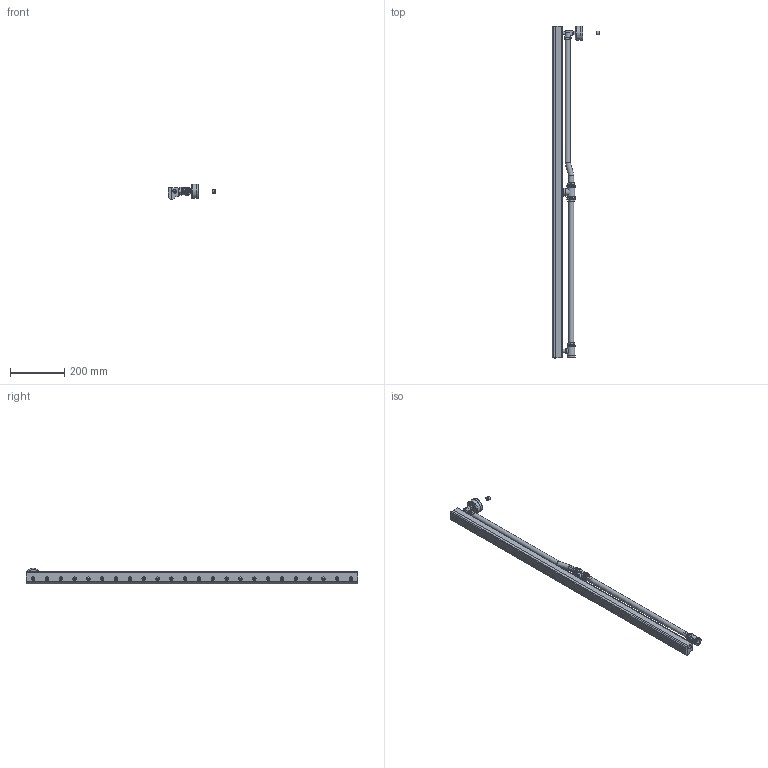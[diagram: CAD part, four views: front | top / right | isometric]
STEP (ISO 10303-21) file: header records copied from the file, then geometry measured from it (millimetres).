
FILE_DESCRIPTION(/* description */ (''),/* implementation_level */ '2;1');
FILE_NAME(/* name */ '9077.stp',/* time_stamp */ '2017-03-17T16:38:56-04:00',/* author */ ('Adam Laub'),/* organization */ (''),/* preprocessor_version */ 'ST-DEVELOPER v16.5',/* originating_system */ 'Autodesk Inventor 2017',/* authorisation */ '');
FILE_SCHEMA (('AUTOMOTIVE_DESIGN { 1 0 10303 214 3 1 1 }'));
Length unit declared in the file: inch
Products named in the file (33): 9077-Bottom2; Parker Street Tee 2225P 2225P; 110048; 1100481; 1100482; 1100483; 1100486; 1100487; 1100488; 1100489; 11004810; 11004811; 11004812; 11004813; 11004814; 11004815; 11004816; 11004817; 11004818; 11004819; 11004820; 11004821; 11004822; 11004823; 11004824; 9011; Parker Countersunk Hex-Head Plug 219P 219P; ANSI/ASME B16.15 Tee Reducing - Class 125 1/2 x 1/2 x 1/4; 9551; 900732-48-BOTTOM-RIGHT; 900732-42-BOTTOM-ASSEMBLED; Parker Hose Barb to Male Pipe 125HBL 125HBL-8-8; ANSI_ASME B16.15 Tee - Class 125 1_2
Assembly tree (39 placements, depth 3):
  9077-Bottom2
    Parker Street Tee 2225P 2225P
    Parker Hose Barb to Male Pipe 125HBL 125HBL-8-8  x6
    110048
      1100481
      1100482
      1100483
      1100486
      1100487
      1100488
      1100489
      11004810
      11004811
      11004812
      11004813
      11004814
      11004815
      11004816
      11004817
      11004818
      11004819
      11004820
      11004821
      11004822
      11004823
      11004824
    9011
    Parker Countersunk Hex-Head Plug 219P 219P
    ANSI/ASME B16.15 Tee Reducing - Class 125 1/2 x 1/2 x 1/4  x2
    9551  x2
    900732-48-BOTTOM-RIGHT
    900732-42-BOTTOM-ASSEMBLED
    ANSI_ASME B16.15 Tee - Class 125 1_2
Bounding box: 174.68 x 1219.96 x 57.9 mm (x, y, z)
Volume: 2009242.1 mm3; surface area: 504003.4 mm2
Topology: 38 solids, 38 shells, 777 faces, 1657 edges, 1085 vertices
Faces by surface type: plane 396, cylinder 179, cone 178, bspline 22, torus 2
Full cylindrical faces by diameter (mm): 5.105 x24, 6.35 x20, 6.72 x1, 7.163 x24, 7.925 x1, 9.271 x1, 9.525 x6, 9.652 x2, 10.795 x1, 10.999 x4, 11.1 x20, 11.112 x1, 11.43 x6, 12.192 x1, 12.7 x32, 19.05 x4, 20.574 x2, 21.336 x1, 22.225 x6, 22.86 x2, 25.908 x2, 27.432 x2, 29.718 x7, 45.212 x1, 50.8 x1, 52.324 x1
Entity records: 16209 total; most frequent: CARTESIAN_POINT 3346, DIRECTION 2624, ORIENTED_EDGE 1984, AXIS2_PLACEMENT_3D 1077, EDGE_LOOP 993, EDGE_CURVE 992, VERTEX_POINT 787, FACE_OUTER_BOUND 571
